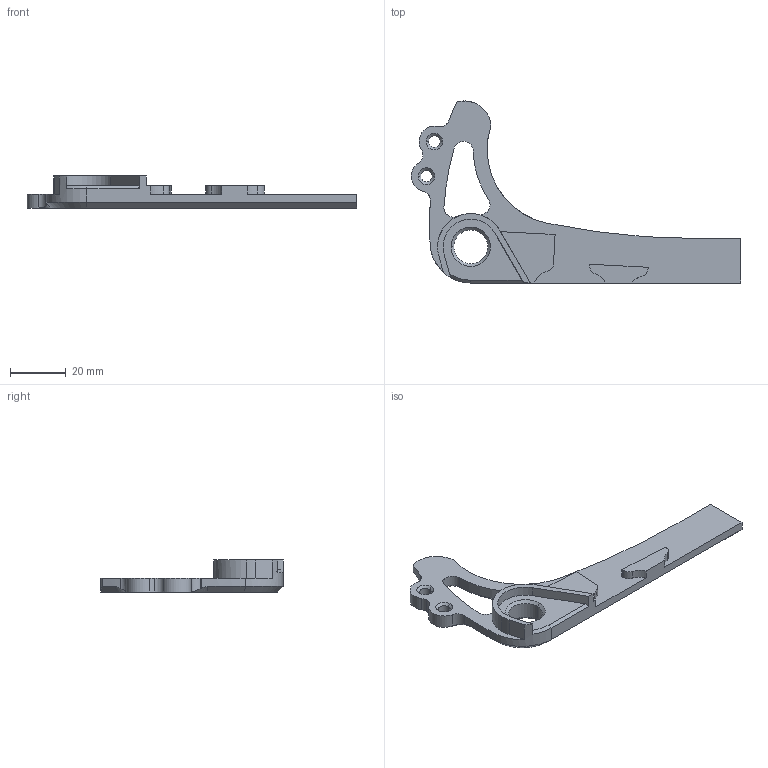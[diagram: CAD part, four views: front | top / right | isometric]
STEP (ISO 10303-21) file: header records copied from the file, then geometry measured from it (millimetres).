
FILE_DESCRIPTION (( 'STEP AP214' ), '1' );
FILE_NAME ('DR0104L.STEP', '2024-10-25T15:07:14', ( '' ), ( '' ), 'SwSTEP 2.0', 'SolidWorks 2023', '' );
FILE_SCHEMA (( 'AUTOMOTIVE_DESIGN' ));
Length unit declared in the file: millimetre
Products named in the file (1): DR0104L
Bounding box: 118.42 x 65.41 x 11.5 mm (x, y, z)
Volume: 14700.5 mm3; surface area: 8538.4 mm2
Topology: 1 solids, 1 shells, 96 faces, 256 edges, 162 vertices
Faces by surface type: cylinder 41, cone 26, plane 26, bspline 3
Entity records: 3179 total; most frequent: CARTESIAN_POINT 684, DIRECTION 544, ORIENTED_EDGE 512, EDGE_CURVE 256, AXIS2_PLACEMENT_3D 206, VERTEX_POINT 162, LINE 132, VECTOR 132
